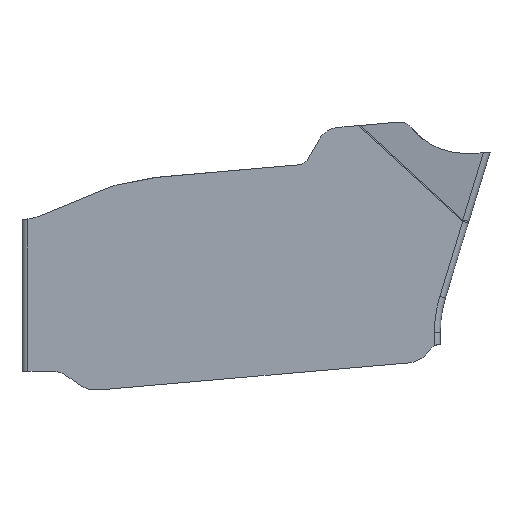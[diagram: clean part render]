
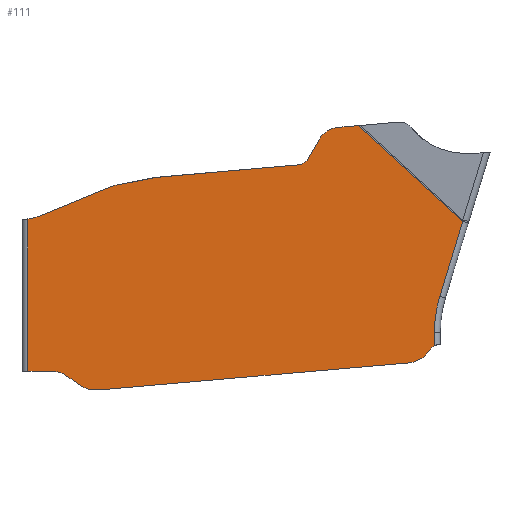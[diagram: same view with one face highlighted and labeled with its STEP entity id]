
A CAD part, left-side view. The second image highlights one B-rep face of the part: STEP entity #111.
In plain terms, the highlighted planar face has unit normal (-1, 0, 0).
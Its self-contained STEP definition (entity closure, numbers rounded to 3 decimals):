
#49=CIRCLE('',#851,2.1);
#50=CIRCLE('',#852,0.6);
#51=CIRCLE('',#853,0.45);
#52=CIRCLE('',#854,0.5);
#53=CIRCLE('',#855,0.5);
#54=CIRCLE('',#856,0.21);
#111=ADVANCED_FACE('',(#169),#150,.T.);
#150=PLANE('',#857);
#169=FACE_OUTER_BOUND('',#211,.T.);
#211=EDGE_LOOP('',(#305,#306,#307,#308,#309,#310,#311,#312,#313,#314,#315,
#316,#317,#318,#319,#320,#321,#322,#323,#324));
#305=ORIENTED_EDGE('',*,*,#598,.T.);
#306=ORIENTED_EDGE('',*,*,#599,.T.);
#307=ORIENTED_EDGE('',*,*,#545,.T.);
#308=ORIENTED_EDGE('',*,*,#600,.T.);
#309=ORIENTED_EDGE('',*,*,#601,.T.);
#310=ORIENTED_EDGE('',*,*,#602,.T.);
#311=ORIENTED_EDGE('',*,*,#603,.T.);
#312=ORIENTED_EDGE('',*,*,#604,.T.);
#313=ORIENTED_EDGE('',*,*,#605,.T.);
#314=ORIENTED_EDGE('',*,*,#606,.T.);
#315=ORIENTED_EDGE('',*,*,#573,.T.);
#316=ORIENTED_EDGE('',*,*,#607,.F.);
#317=ORIENTED_EDGE('',*,*,#608,.F.);
#318=ORIENTED_EDGE('',*,*,#609,.F.);
#319=ORIENTED_EDGE('',*,*,#610,.F.);
#320=ORIENTED_EDGE('',*,*,#611,.F.);
#321=ORIENTED_EDGE('',*,*,#612,.F.);
#322=ORIENTED_EDGE('',*,*,#613,.F.);
#323=ORIENTED_EDGE('',*,*,#614,.F.);
#324=ORIENTED_EDGE('',*,*,#615,.T.);
#473=VERTEX_POINT('',#1207);
#474=VERTEX_POINT('',#1208);
#499=VERTEX_POINT('',#1303);
#501=VERTEX_POINT('',#1306);
#523=VERTEX_POINT('',#1357);
#524=VERTEX_POINT('',#1358);
#525=VERTEX_POINT('',#1361);
#526=VERTEX_POINT('',#1381);
#527=VERTEX_POINT('',#1405);
#528=VERTEX_POINT('',#1410);
#529=VERTEX_POINT('',#1412);
#530=VERTEX_POINT('',#1414);
#531=VERTEX_POINT('',#1417);
#532=VERTEX_POINT('',#1419);
#533=VERTEX_POINT('',#1421);
#534=VERTEX_POINT('',#1423);
#535=VERTEX_POINT('',#1425);
#536=VERTEX_POINT('',#1427);
#537=VERTEX_POINT('',#1429);
#538=VERTEX_POINT('',#1431);
#545=EDGE_CURVE('',#473,#474,#657,.T.);
#573=EDGE_CURVE('',#501,#499,#671,.T.);
#598=EDGE_CURVE('',#523,#524,#49,.T.);
#599=EDGE_CURVE('',#524,#473,#687,.T.);
#600=EDGE_CURVE('',#474,#525,#688,.T.);
#601=EDGE_CURVE('',#525,#526,#795,.T.);
#602=EDGE_CURVE('',#526,#527,#796,.T.);
#603=EDGE_CURVE('',#527,#528,#797,.T.);
#604=EDGE_CURVE('',#528,#529,#689,.T.);
#605=EDGE_CURVE('',#529,#530,#50,.T.);
#606=EDGE_CURVE('',#530,#501,#690,.T.);
#607=EDGE_CURVE('',#531,#499,#691,.T.);
#608=EDGE_CURVE('',#532,#531,#51,.T.);
#609=EDGE_CURVE('',#533,#532,#692,.T.);
#610=EDGE_CURVE('',#534,#533,#52,.T.);
#611=EDGE_CURVE('',#535,#534,#693,.T.);
#612=EDGE_CURVE('',#536,#535,#53,.T.);
#613=EDGE_CURVE('',#537,#536,#694,.T.);
#614=EDGE_CURVE('',#538,#537,#54,.T.);
#615=EDGE_CURVE('',#538,#523,#695,.T.);
#657=LINE('',#1206,#721);
#671=LINE('',#1305,#735);
#687=LINE('',#1359,#751);
#688=LINE('',#1360,#752);
#689=LINE('',#1411,#753);
#690=LINE('',#1415,#754);
#691=LINE('',#1416,#755);
#692=LINE('',#1420,#756);
#693=LINE('',#1424,#757);
#694=LINE('',#1428,#758);
#695=LINE('',#1432,#759);
#721=VECTOR('',#914,1.);
#735=VECTOR('',#956,1.);
#751=VECTOR('',#1000,1.);
#752=VECTOR('',#1001,1.);
#753=VECTOR('',#1002,1.);
#754=VECTOR('',#1005,1.);
#755=VECTOR('',#1006,1.);
#756=VECTOR('',#1009,1.);
#757=VECTOR('',#1012,1.);
#758=VECTOR('',#1015,1.);
#759=VECTOR('',#1018,1.);
#795=B_SPLINE_CURVE_WITH_KNOTS('',3,(#1362,#1363,#1364,#1365,#1366,#1367,
#1368,#1369,#1370,#1371,#1372,#1373,#1374,#1375,#1376,#1377,#1378,#1379,
#1380),.UNSPECIFIED.,.F.,.F.,(4,3,3,3,3,3,4),(0.,0.173,0.346,
0.52,0.693,0.845,1.),.UNSPECIFIED.);
#796=B_SPLINE_CURVE_WITH_KNOTS('',3,(#1382,#1383,#1384,#1385,#1386,#1387,
#1388,#1389,#1390,#1391,#1392,#1393,#1394,#1395,#1396,#1397,#1398,#1399,
#1400,#1401,#1402,#1403,#1404),.UNSPECIFIED.,.F.,.F.,(4,1,1,1,1,1,1,1,1,
1,1,1,1,1,1,1,1,1,1,1,4),(0.,0.082,0.119,0.128,
0.135,0.156,0.167,0.185,
0.192,0.204,0.208,0.263,
0.71,0.787,0.814,0.829,
0.85,0.858,0.872,0.921,
1.),.UNSPECIFIED.);
#797=B_SPLINE_CURVE_WITH_KNOTS('',3,(#1406,#1407,#1408,#1409),
 .UNSPECIFIED.,.F.,.F.,(4,4),(0.,1.),.UNSPECIFIED.);
#851=AXIS2_PLACEMENT_3D('',#1356,#998,#999);
#852=AXIS2_PLACEMENT_3D('',#1413,#1003,#1004);
#853=AXIS2_PLACEMENT_3D('',#1418,#1007,#1008);
#854=AXIS2_PLACEMENT_3D('',#1422,#1010,#1011);
#855=AXIS2_PLACEMENT_3D('',#1426,#1013,#1014);
#856=AXIS2_PLACEMENT_3D('',#1430,#1016,#1017);
#857=AXIS2_PLACEMENT_3D('',#1433,#1019,#1020);
#914=DIRECTION('',(0.,0.736,0.677));
#956=DIRECTION('',(0.,0.,-1.));
#998=DIRECTION('',(1.,0.,0.));
#999=DIRECTION('',(0.,0.,1.));
#1000=DIRECTION('',(0.,-0.292,0.956));
#1001=DIRECTION('',(0.,0.996,-0.087));
#1002=DIRECTION('',(0.,0.924,-0.383));
#1003=DIRECTION('',(1.,0.,0.));
#1004=DIRECTION('',(0.,0.,1.));
#1005=DIRECTION('',(0.,0.981,-0.194));
#1006=DIRECTION('',(0.,1.,0.));
#1007=DIRECTION('',(-1.,0.,0.));
#1008=DIRECTION('',(0.,0.,1.));
#1009=DIRECTION('',(0.,0.819,0.574));
#1010=DIRECTION('',(1.,0.,0.));
#1011=DIRECTION('',(0.,0.,1.));
#1012=DIRECTION('',(0.,0.996,-0.087));
#1013=DIRECTION('',(1.,0.,0.));
#1014=DIRECTION('',(0.,0.,1.));
#1015=DIRECTION('',(0.,0.609,-0.793));
#1016=DIRECTION('',(-1.,0.,0.));
#1017=DIRECTION('',(0.,0.,1.));
#1018=DIRECTION('',(0.,0.,1.));
#1019=DIRECTION('',(-1.,0.,0.));
#1020=DIRECTION('',(0.,0.,1.));
#1206=CARTESIAN_POINT('',(-0.5,-1.234,0.933));
#1207=CARTESIAN_POINT('',(-0.5,-3.534,-1.182));
#1208=CARTESIAN_POINT('',(-0.5,-1.755,0.454));
#1303=CARTESIAN_POINT('',(-0.5,3.9,-3.746));
#1305=CARTESIAN_POINT('',(-0.5,3.9,0.));
#1306=CARTESIAN_POINT('',(-0.5,3.9,-1.143));
#1356=CARTESIAN_POINT('',(-0.5,-5.15,-3.079));
#1357=CARTESIAN_POINT('',(-0.5,-3.05,-3.079));
#1358=CARTESIAN_POINT('',(-0.5,-3.142,-2.465));
#1359=CARTESIAN_POINT('',(-0.5,-3.52,-1.227));
#1360=CARTESIAN_POINT('',(-0.5,0.026,0.298));
#1361=CARTESIAN_POINT('',(-0.5,-1.397,0.422));
#1362=CARTESIAN_POINT('',(-0.5,-1.397,0.422));
#1363=CARTESIAN_POINT('',(-0.5,-1.375,0.42));
#1364=CARTESIAN_POINT('',(-0.5,-1.353,0.417));
#1365=CARTESIAN_POINT('',(-0.5,-1.332,0.411));
#1366=CARTESIAN_POINT('',(-0.5,-1.31,0.405));
#1367=CARTESIAN_POINT('',(-0.5,-1.289,0.398));
#1368=CARTESIAN_POINT('',(-0.5,-1.269,0.389));
#1369=CARTESIAN_POINT('',(-0.5,-1.249,0.38));
#1370=CARTESIAN_POINT('',(-0.5,-1.229,0.369));
#1371=CARTESIAN_POINT('',(-0.5,-1.211,0.357));
#1372=CARTESIAN_POINT('',(-0.5,-1.192,0.345));
#1373=CARTESIAN_POINT('',(-0.5,-1.175,0.331));
#1374=CARTESIAN_POINT('',(-0.5,-1.159,0.316));
#1375=CARTESIAN_POINT('',(-0.5,-1.144,0.303));
#1376=CARTESIAN_POINT('',(-0.5,-1.131,0.288));
#1377=CARTESIAN_POINT('',(-0.5,-1.119,0.273));
#1378=CARTESIAN_POINT('',(-0.5,-1.107,0.258));
#1379=CARTESIAN_POINT('',(-0.5,-1.095,0.241));
#1380=CARTESIAN_POINT('',(-0.5,-1.086,0.224));
#1381=CARTESIAN_POINT('',(-0.5,-1.086,0.224));
#1382=CARTESIAN_POINT('',(-0.5,-1.086,0.224));
#1383=CARTESIAN_POINT('',(-0.5,-1.042,0.148));
#1384=CARTESIAN_POINT('',(-0.5,-0.98,0.042));
#1385=CARTESIAN_POINT('',(-0.5,-0.917,-0.068));
#1386=CARTESIAN_POINT('',(-0.5,-0.892,-0.111));
#1387=CARTESIAN_POINT('',(-0.5,-0.873,-0.141));
#1388=CARTESIAN_POINT('',(-0.5,-0.848,-0.166));
#1389=CARTESIAN_POINT('',(-0.5,-0.812,-0.192));
#1390=CARTESIAN_POINT('',(-0.5,-0.783,-0.205));
#1391=CARTESIAN_POINT('',(-0.5,-0.75,-0.215));
#1392=CARTESIAN_POINT('',(-0.5,-0.728,-0.218));
#1393=CARTESIAN_POINT('',(-0.5,-0.656,-0.224));
#1394=CARTESIAN_POINT('',(-0.5,-0.106,-0.273));
#1395=CARTESIAN_POINT('',(-0.5,0.66,-0.339));
#1396=CARTESIAN_POINT('',(-0.5,1.417,-0.406));
#1397=CARTESIAN_POINT('',(-0.5,1.581,-0.42));
#1398=CARTESIAN_POINT('',(-0.5,1.667,-0.428));
#1399=CARTESIAN_POINT('',(-0.5,1.728,-0.436));
#1400=CARTESIAN_POINT('',(-0.5,1.787,-0.445));
#1401=CARTESIAN_POINT('',(-0.5,1.883,-0.464));
#1402=CARTESIAN_POINT('',(-0.5,2.074,-0.502));
#1403=CARTESIAN_POINT('',(-0.5,2.247,-0.536));
#1404=CARTESIAN_POINT('',(-0.5,2.353,-0.557));
#1405=CARTESIAN_POINT('',(-0.5,2.353,-0.557));
#1406=CARTESIAN_POINT('',(-0.5,2.353,-0.557));
#1407=CARTESIAN_POINT('',(-0.5,2.418,-0.57));
#1408=CARTESIAN_POINT('',(-0.5,2.481,-0.589));
#1409=CARTESIAN_POINT('',(-0.5,2.542,-0.614));
#1410=CARTESIAN_POINT('',(-0.5,2.542,-0.614));
#1411=CARTESIAN_POINT('',(-0.5,0.155,0.374));
#1412=CARTESIAN_POINT('',(-0.5,3.687,-1.089));
#1413=CARTESIAN_POINT('',(-0.5,3.917,-0.534));
#1414=CARTESIAN_POINT('',(-0.5,3.8,-1.123));
#1415=CARTESIAN_POINT('',(-0.5,-0.07,-0.356));
#1416=CARTESIAN_POINT('',(-0.5,0.,-3.746));
#1417=CARTESIAN_POINT('',(-0.5,3.492,-3.746));
#1418=CARTESIAN_POINT('',(-0.5,3.492,-4.196));
#1419=CARTESIAN_POINT('',(-0.5,3.234,-3.827));
#1420=CARTESIAN_POINT('',(-0.5,2.862,-4.088));
#1421=CARTESIAN_POINT('',(-0.5,3.019,-3.978));
#1422=CARTESIAN_POINT('',(-0.5,2.732,-3.568));
#1423=CARTESIAN_POINT('',(-0.5,2.688,-4.067));
#1424=CARTESIAN_POINT('',(-0.5,-0.333,-3.802));
#1425=CARTESIAN_POINT('',(-0.5,-2.602,-3.604));
#1426=CARTESIAN_POINT('',(-0.5,-2.559,-3.106));
#1427=CARTESIAN_POINT('',(-0.5,-2.955,-3.41));
#1428=CARTESIAN_POINT('',(-0.5,-3.507,-2.691));
#1429=CARTESIAN_POINT('',(-0.5,-2.987,-3.369));
#1430=CARTESIAN_POINT('',(-0.5,-3.154,-3.496));
#1431=CARTESIAN_POINT('',(-0.5,-3.05,-3.314));
#1432=CARTESIAN_POINT('',(-0.5,-3.05,-3.079));
#1433=CARTESIAN_POINT('',(-0.5,0.,0.));
